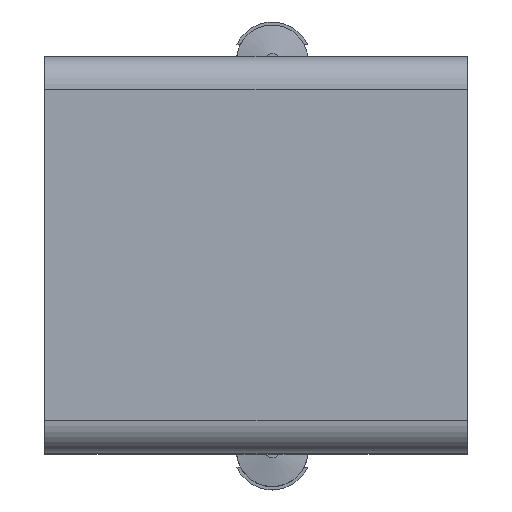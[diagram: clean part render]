
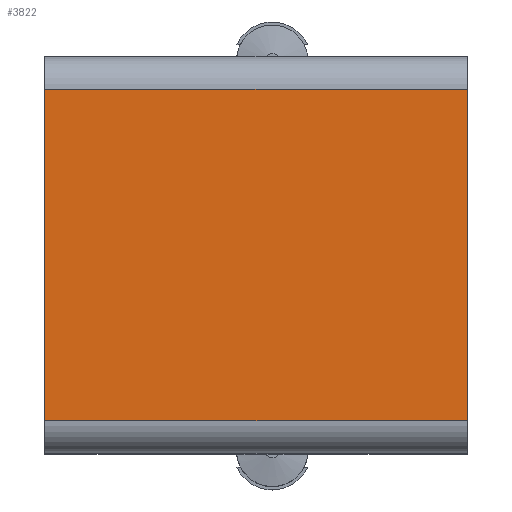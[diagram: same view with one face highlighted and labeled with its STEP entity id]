
A CAD part, top view. The second image highlights one B-rep face of the part: STEP entity #3822.
In plain terms, the highlighted planar face has unit normal (0, 0, 1).
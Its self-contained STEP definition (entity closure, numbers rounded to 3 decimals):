
#900=ORIENTED_EDGE('',*,*,#1707,.F.);
#901=ORIENTED_EDGE('',*,*,#1708,.F.);
#902=ORIENTED_EDGE('',*,*,#1709,.T.);
#903=ORIENTED_EDGE('',*,*,#1710,.T.);
#1707=EDGE_CURVE('',#2121,#2122,#2571,.T.);
#1708=EDGE_CURVE('',#2123,#2121,#2572,.T.);
#1709=EDGE_CURVE('',#2123,#2124,#2573,.T.);
#1710=EDGE_CURVE('',#2124,#2122,#2574,.T.);
#2121=VERTEX_POINT('',#6166);
#2122=VERTEX_POINT('',#6167);
#2123=VERTEX_POINT('',#6169);
#2124=VERTEX_POINT('',#6171);
#2571=LINE('',#6165,#3043);
#2572=LINE('',#6168,#3044);
#2573=LINE('',#6170,#3045);
#2574=LINE('',#6172,#3046);
#3043=VECTOR('',#4945,1000.);
#3044=VECTOR('',#4946,1000.);
#3045=VECTOR('',#4947,1000.);
#3046=VECTOR('',#4948,1000.);
#3255=EDGE_LOOP('',(#900,#901,#902,#903));
#3463=FACE_BOUND('',#3255,.T.);
#3649=PLANE('',#4127);
#3822=ADVANCED_FACE('',(#3463),#3649,.T.);
#4127=AXIS2_PLACEMENT_3D('',#6164,#4943,#4944);
#4943=DIRECTION('',(0.,0.,1.));
#4944=DIRECTION('',(1.,0.,0.));
#4945=DIRECTION('',(1.,0.,0.));
#4946=DIRECTION('',(0.,1.,0.));
#4947=DIRECTION('',(1.,0.,0.));
#4948=DIRECTION('',(0.,1.,0.));
#6164=CARTESIAN_POINT('',(-6.1,-6.5,7.25));
#6165=CARTESIAN_POINT('',(-6.1,6.5,7.25));
#6166=CARTESIAN_POINT('',(-5.1,6.5,7.25));
#6167=CARTESIAN_POINT('',(5.1,6.5,7.25));
#6168=CARTESIAN_POINT('',(-5.1,-6.5,7.25));
#6169=CARTESIAN_POINT('',(-5.1,-6.5,7.25));
#6170=CARTESIAN_POINT('',(-6.1,-6.5,7.25));
#6171=CARTESIAN_POINT('',(5.1,-6.5,7.25));
#6172=CARTESIAN_POINT('',(5.1,-6.5,7.25));
